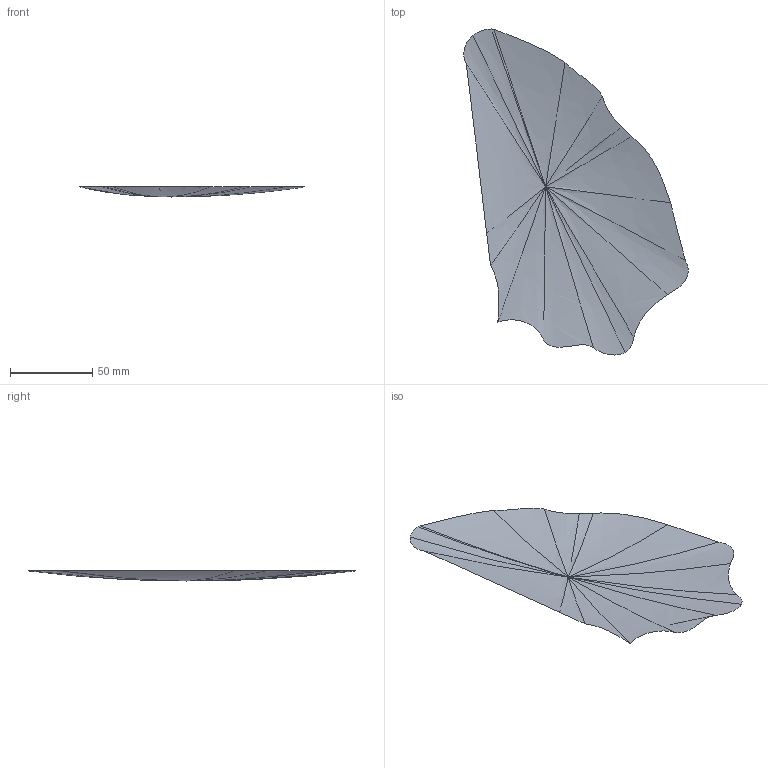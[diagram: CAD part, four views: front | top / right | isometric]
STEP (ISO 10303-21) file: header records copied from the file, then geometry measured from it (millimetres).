
FILE_DESCRIPTION(/* description */ (''),/* implementation_level */ '2;1');
FILE_NAME(/* name */ 'Trelic',/* time_stamp */ '2019-04-16T13:09:15+01:00',/* author */ (''),/* organization */ (''),/* preprocessor_version */ 'ST-DEVELOPER v16.5',/* originating_system */ '',/* authorisation */ '');
FILE_SCHEMA (('AUTOMOTIVE_DESIGN'));
Length unit declared in the file: millimetre
Products named in the file (1): Document
Bounding box: 136.14 x 197.8 x 6.07 mm (x, y, z)
Surface area: 17700.3 mm2 (no closed solid volume)
Topology: 0 solids, 1 shells, 18 faces, 54 edges, 19 vertices
Faces by surface type: bspline 18
Entity records: 710 total; most frequent: CARTESIAN_POINT 468, ORIENTED_EDGE 54, EDGE_CURVE 36, B_SPLINE_CURVE_WITH_KNOTS 36, VERTEX_POINT 19, ADVANCED_FACE 18, FACE_OUTER_BOUND 18, EDGE_LOOP 18
